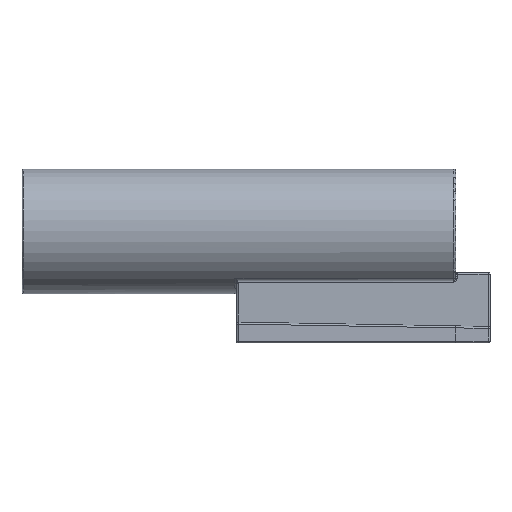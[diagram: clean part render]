
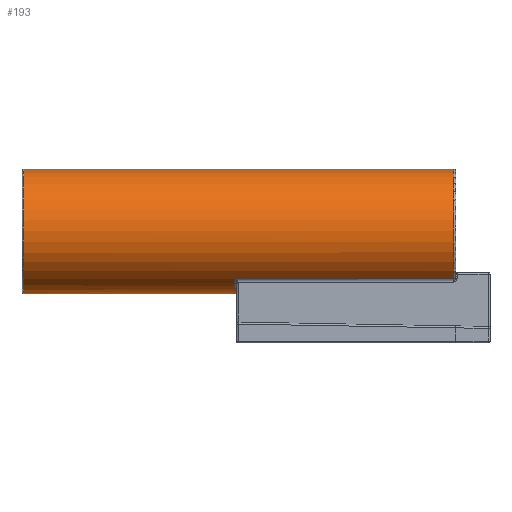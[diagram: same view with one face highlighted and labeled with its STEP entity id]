
A CAD part, left-side view. The second image highlights one B-rep face of the part: STEP entity #193.
In plain terms, the highlighted cylindrical face has radius 7.25 mm (diameter 14.5 mm), a partial arc.
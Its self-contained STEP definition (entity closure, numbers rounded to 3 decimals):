
#101 = DIRECTION ( 'NONE',  ( 0., -1., 0. ) ) ;
#193 = ADVANCED_FACE ( 'NONE', ( #5805 ), #2418, .T. ) ;
#230 = CARTESIAN_POINT ( 'NONE',  ( -2.727, -0.615, 6.282 ) ) ;
#330 = CARTESIAN_POINT ( 'NONE',  ( 0., 0.592, 5.75 ) ) ;
#413 = CARTESIAN_POINT ( 'NONE',  ( -4.677, 0.45, 7.461 ) ) ;
#465 = VECTOR ( 'NONE', #6214, 1000. ) ;
#524 = CARTESIAN_POINT ( 'NONE',  ( -2.727, 0.45, 6.282 ) ) ;
#696 = VECTOR ( 'NONE', #802, 1000. ) ;
#802 = DIRECTION ( 'NONE',  ( 0., -1., 0. ) ) ;
#905 = CARTESIAN_POINT ( 'NONE',  ( 0., 25.05, 20.25 ) ) ;
#959 = ORIENTED_EDGE ( 'NONE', *, *, #2975, .T. ) ;
#1006 = CARTESIAN_POINT ( 'NONE',  ( -2.727, -0.615, 6.282 ) ) ;
#1015 = DIRECTION ( 'NONE',  ( 0., 1., 0. ) ) ;
#1162 = EDGE_CURVE ( 'NONE', #4974, #1260, #3769, .T. ) ;
#1200 = EDGE_CURVE ( 'NONE', #2187, #2697, #5589, .T. ) ;
#1204 = CARTESIAN_POINT ( 'NONE',  ( -2.368, -0.265, 6.144 ) ) ;
#1260 = VERTEX_POINT ( 'NONE', #2380 ) ;
#1274 = DIRECTION ( 'NONE',  ( 0., -1., 0. ) ) ;
#1286 = DIRECTION ( 'NONE',  ( 0., 1., 0. ) ) ;
#1388 = ORIENTED_EDGE ( 'NONE', *, *, #4356, .T. ) ;
#1523 = CIRCLE ( 'NONE', #1935, 7.25 ) ;
#1569 = CARTESIAN_POINT ( 'NONE',  ( 0., -25.05, 13. ) ) ;
#1750 = ORIENTED_EDGE ( 'NONE', *, *, #2554, .T. ) ;
#1799 = CARTESIAN_POINT ( 'NONE',  ( 0., 25.05, 5.75 ) ) ;
#1887 = CARTESIAN_POINT ( 'NONE',  ( 0., 25.251, 13. ) ) ;
#1903 = CARTESIAN_POINT ( 'NONE',  ( -4.677, 25.251, 7.461 ) ) ;
#1935 = AXIS2_PLACEMENT_3D ( 'NONE', #2273, #101, #4594 ) ;
#1970 = CARTESIAN_POINT ( 'NONE',  ( 0., 0.592, 5.75 ) ) ;
#2050 = CIRCLE ( 'NONE', #5667, 7.25 ) ;
#2182 = EDGE_CURVE ( 'NONE', #2697, #2730, #2436, .T. ) ;
#2187 = VERTEX_POINT ( 'NONE', #1970 ) ;
#2242 = VECTOR ( 'NONE', #3434, 1000. ) ;
#2273 = CARTESIAN_POINT ( 'NONE',  ( 0., 25.05, 13. ) ) ;
#2289 = ORIENTED_EDGE ( 'NONE', *, *, #4954, .T. ) ;
#2308 = CARTESIAN_POINT ( 'NONE',  ( -0.517, 0.564, 5.764 ) ) ;
#2380 = CARTESIAN_POINT ( 'NONE',  ( 0., -25.05, 20.25 ) ) ;
#2418 = CYLINDRICAL_SURFACE ( 'NONE', #5088, 7.25 ) ;
#2436 = LINE ( 'NONE', #4367, #2242 ) ;
#2467 = ORIENTED_EDGE ( 'NONE', *, *, #5662, .T. ) ;
#2554 = EDGE_CURVE ( 'NONE', #4974, #5131, #1523, .T. ) ;
#2697 = VERTEX_POINT ( 'NONE', #1006 ) ;
#2730 = VERTEX_POINT ( 'NONE', #524 ) ;
#2923 = CARTESIAN_POINT ( 'NONE',  ( -4.677, -25.05, 7.461 ) ) ;
#2975 = EDGE_CURVE ( 'NONE', #6413, #5019, #4267, .T. ) ;
#3337 = EDGE_LOOP ( 'NONE', ( #6405, #1750, #2289, #5098, #6161, #1388, #959, #2467 ) ) ;
#3353 = DIRECTION ( 'NONE',  ( 0., 0., -1. ) ) ;
#3434 = DIRECTION ( 'NONE',  ( 0., 1., 0. ) ) ;
#3438 = DIRECTION ( 'NONE',  ( 0., -1., 0. ) ) ;
#3549 = DIRECTION ( 'NONE',  ( 0., 0., 1. ) ) ;
#3712 = VECTOR ( 'NONE', #3438, 1000. ) ;
#3738 = CARTESIAN_POINT ( 'NONE',  ( -1.272, 0.371, 5.858 ) ) ;
#3769 = LINE ( 'NONE', #4278, #465 ) ;
#4167 = CARTESIAN_POINT ( 'NONE',  ( 0., 0.45, 13. ) ) ;
#4267 = LINE ( 'NONE', #1903, #696 ) ;
#4278 = CARTESIAN_POINT ( 'NONE',  ( 0., 25.251, 20.25 ) ) ;
#4356 = EDGE_CURVE ( 'NONE', #2730, #6413, #2050, .T. ) ;
#4367 = CARTESIAN_POINT ( 'NONE',  ( -2.727, 25.251, 6.282 ) ) ;
#4594 = DIRECTION ( 'NONE',  ( 0., 0., -1. ) ) ;
#4754 = CARTESIAN_POINT ( 'NONE',  ( -0.26, 0.592, 5.75 ) ) ;
#4954 = EDGE_CURVE ( 'NONE', #5131, #2187, #5433, .T. ) ;
#4974 = VERTEX_POINT ( 'NONE', #905 ) ;
#5019 = VERTEX_POINT ( 'NONE', #2923 ) ;
#5088 = AXIS2_PLACEMENT_3D ( 'NONE', #1887, #1274, #3353 ) ;
#5098 = ORIENTED_EDGE ( 'NONE', *, *, #1200, .T. ) ;
#5131 = VERTEX_POINT ( 'NONE', #1799 ) ;
#5142 = CARTESIAN_POINT ( 'NONE',  ( -2.555, -0.431, 6.213 ) ) ;
#5152 = AXIS2_PLACEMENT_3D ( 'NONE', #1569, #1015, #3549 ) ;
#5433 = LINE ( 'NONE', #6409, #3712 ) ;
#5589 = B_SPLINE_CURVE_WITH_KNOTS ( 'NONE', 3,
 ( #330, #4754, #2308, #6279, #3738, #5629, #6183, #1204, #5142, #230 ),
 .UNSPECIFIED., .F., .F.,
 ( 4, 2, 2, 2, 4 ),
 ( 0.004, 0.004, 0.005, 0.006, 0.007 ),
 .UNSPECIFIED. ) ;
#5629 = CARTESIAN_POINT ( 'NONE',  ( -1.736, 0.161, 5.957 ) ) ;
#5662 = EDGE_CURVE ( 'NONE', #5019, #1260, #5669, .T. ) ;
#5667 = AXIS2_PLACEMENT_3D ( 'NONE', #4167, #1286, #6135 ) ;
#5669 = CIRCLE ( 'NONE', #5152, 7.25 ) ;
#5805 = FACE_OUTER_BOUND ( 'NONE', #3337, .T. ) ;
#6135 = DIRECTION ( 'NONE',  ( 0., 0., 1. ) ) ;
#6161 = ORIENTED_EDGE ( 'NONE', *, *, #2182, .T. ) ;
#6183 = CARTESIAN_POINT ( 'NONE',  ( -1.959, 0.031, 6.016 ) ) ;
#6214 = DIRECTION ( 'NONE',  ( 0., -1., 0. ) ) ;
#6279 = CARTESIAN_POINT ( 'NONE',  ( -1.026, 0.453, 5.818 ) ) ;
#6405 = ORIENTED_EDGE ( 'NONE', *, *, #1162, .F. ) ;
#6409 = CARTESIAN_POINT ( 'NONE',  ( 0., 25.251, 5.75 ) ) ;
#6413 = VERTEX_POINT ( 'NONE', #413 ) ;
